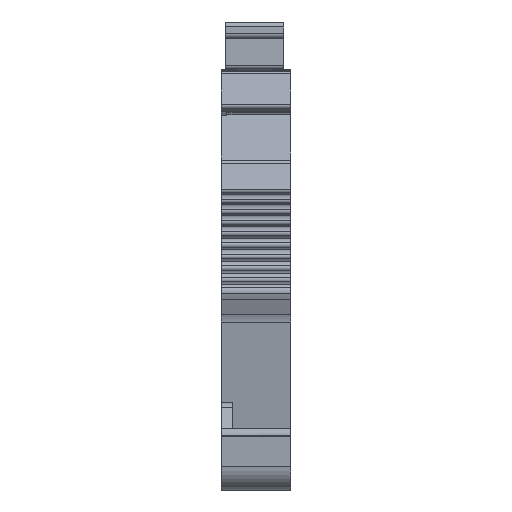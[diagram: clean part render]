
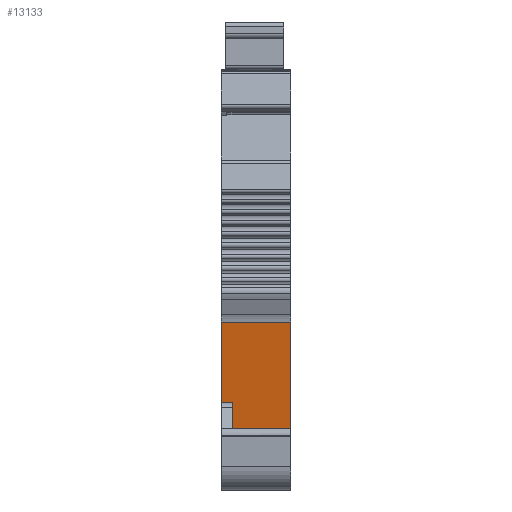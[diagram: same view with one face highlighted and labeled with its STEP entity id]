
A CAD part, left-side view. The second image highlights one B-rep face of the part: STEP entity #13133.
In plain terms, the highlighted planar face has unit normal (-0.985, 0, -0.171).
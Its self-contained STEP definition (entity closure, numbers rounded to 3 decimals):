
#2944=ORIENTED_EDGE('',*,*,#3828,.T.);
#2945=ORIENTED_EDGE('',*,*,#4647,.T.);
#2946=ORIENTED_EDGE('',*,*,#4578,.F.);
#2947=ORIENTED_EDGE('',*,*,#4806,.T.);
#2948=ORIENTED_EDGE('',*,*,#4271,.T.);
#2949=ORIENTED_EDGE('',*,*,#4807,.F.);
#3828=EDGE_CURVE('',#5250,#5249,#6151,.T.);
#4271=EDGE_CURVE('',#5620,#5619,#6388,.T.);
#4578=EDGE_CURVE('',#5831,#5832,#6593,.T.);
#4647=EDGE_CURVE('',#5249,#5832,#6636,.F.);
#4806=EDGE_CURVE('',#5831,#5620,#6795,.T.);
#4807=EDGE_CURVE('',#5250,#5619,#6796,.T.);
#5249=VERTEX_POINT('',#17526);
#5250=VERTEX_POINT('',#17528);
#5619=VERTEX_POINT('',#18442);
#5620=VERTEX_POINT('',#18444);
#5831=VERTEX_POINT('',#19088);
#5832=VERTEX_POINT('',#19089);
#6151=LINE('',#17527,#7147);
#6388=LINE('',#18443,#7384);
#6593=LINE('',#19087,#7589);
#6636=LINE('',#19250,#7632);
#6795=LINE('',#19560,#7791);
#6796=LINE('',#19562,#7792);
#7147=VECTOR('',#14578,1000.);
#7384=VECTOR('',#15369,1000.);
#7589=VECTOR('',#15936,1000.);
#7632=VECTOR('',#16061,1000.);
#7791=VECTOR('',#16522,1000.);
#7792=VECTOR('',#16525,1000.);
#8347=EDGE_LOOP('',(#2944,#2945,#2946,#2947,#2948,#2949));
#8865=FACE_BOUND('',#8347,.T.);
#9217=PLANE('',#14023);
#13133=ADVANCED_FACE('',(#8865),#9217,.T.);
#14023=AXIS2_PLACEMENT_3D('',#19561,#16523,#16524);
#14578=DIRECTION('',(0.171,0.,-0.985));
#15369=DIRECTION('',(-0.171,0.,0.985));
#15936=DIRECTION('',(-0.171,0.,0.985));
#16061=DIRECTION('',(0.,1.,0.));
#16522=DIRECTION('',(0.,-1.,0.));
#16523=DIRECTION('',(-0.985,0.,-0.171));
#16524=DIRECTION('',(-0.171,0.,0.985));
#16525=DIRECTION('',(0.,-1.,0.));
#17526=CARTESIAN_POINT('',(-26.18,3.3,-10.31));
#17527=CARTESIAN_POINT('',(-27.421,3.3,-3.156));
#17528=CARTESIAN_POINT('',(-27.38,3.3,-3.391));
#18442=CARTESIAN_POINT('',(-27.38,-2.7,-3.391));
#18443=CARTESIAN_POINT('',(-27.421,-2.7,-3.156));
#18444=CARTESIAN_POINT('',(-25.354,-2.7,-15.072));
#19087=CARTESIAN_POINT('',(-26.136,2.3,-10.565));
#19088=CARTESIAN_POINT('',(-25.354,2.3,-15.072));
#19089=CARTESIAN_POINT('',(-26.18,2.3,-10.31));
#19250=CARTESIAN_POINT('',(-26.18,62.477,-10.31));
#19560=CARTESIAN_POINT('',(-25.354,62.477,-15.072));
#19561=CARTESIAN_POINT('',(-27.421,62.477,-3.156));
#19562=CARTESIAN_POINT('',(-27.38,62.477,-3.391));
